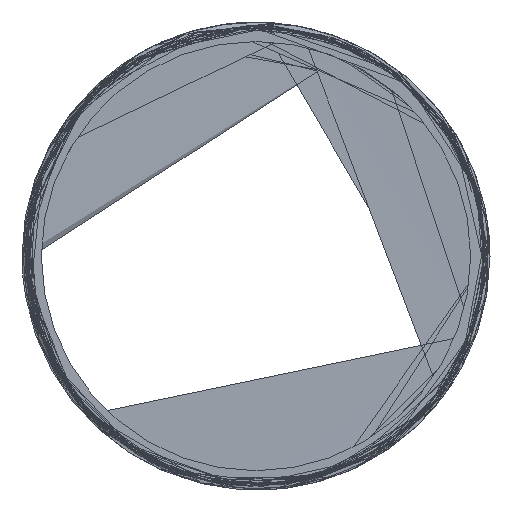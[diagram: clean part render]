
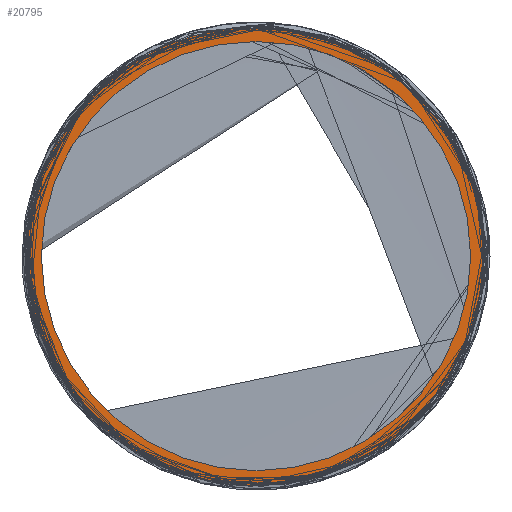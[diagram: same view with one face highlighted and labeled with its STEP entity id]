
A CAD part, left-side view. The second image highlights one B-rep face of the part: STEP entity #20795.
In plain terms, the highlighted planar face has unit normal (-1, 0, 0).
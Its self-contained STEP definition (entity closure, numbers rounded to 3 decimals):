
#217 = CARTESIAN_POINT ( 'NONE',  ( -15.733, -23.462, -1.697 ) ) ;
#462 = ORIENTED_EDGE ( 'NONE', *, *, #18445, .F. ) ;
#1261 = CIRCLE ( 'NONE', #29424, 23.65 ) ;
#2191 = DIRECTION ( 'NONE',  ( 0., -1., 0. ) ) ;
#2378 = DIRECTION ( 'NONE',  ( -1., 0., 0. ) ) ;
#2405 = CARTESIAN_POINT ( 'NONE',  ( -15.733, -17.985, -15.274 ) ) ;
#2895 = CARTESIAN_POINT ( 'NONE',  ( -15.733, -22.349, 7.339 ) ) ;
#2954 = CARTESIAN_POINT ( 'NONE',  ( -15.733, -14.276, -18.855 ) ) ;
#3907 = ORIENTED_EDGE ( 'NONE', *, *, #34359, .T. ) ;
#4155 = CARTESIAN_POINT ( 'NONE',  ( -15.733, -2.431, 23.477 ) ) ;
#4160 = CIRCLE ( 'NONE', #25587, 23.65 ) ;
#4221 = ORIENTED_EDGE ( 'NONE', *, *, #16587, .F. ) ;
#5491 = AXIS2_PLACEMENT_3D ( 'NONE', #30135, #9418, #18613 ) ;
#5974 = CARTESIAN_POINT ( 'NONE',  ( -15.733, -10.752, 20.922 ) ) ;
#6924 = PLANE ( 'NONE',  #5491 ) ;
#7177 = EDGE_CURVE ( 'NONE', #16584, #29292, #17191, .T. ) ;
#8293 = CARTESIAN_POINT ( 'NONE',  ( -15.733, -9.354, 21.529 ) ) ;
#8482 = CARTESIAN_POINT ( 'NONE',  ( -15.733, -23.484, 1.35 ) ) ;
#9038 = CARTESIAN_POINT ( 'NONE',  ( -15.733, -23.347, 2.874 ) ) ;
#9158 = B_SPLINE_CURVE_WITH_KNOTS ( 'NONE', 3,
 ( #11782, #26550, #34434, #23108, #26359, #2405, #14304, #29249, #34809, #2954 ),
 .UNSPECIFIED., .F., .F.,
 ( 4, 2, 2, 2, 4 ),
 ( 0., 0.003, 0.006, 0.009, 0.012 ),
 .UNSPECIFIED. ) ;
#9224 = FACE_OUTER_BOUND ( 'NONE', #26651, .T. ) ;
#9418 = DIRECTION ( 'NONE',  ( 1., 0., 0. ) ) ;
#9473 = CARTESIAN_POINT ( 'NONE',  ( -15.733, -22.15, 0. ) ) ;
#9495 = ORIENTED_EDGE ( 'NONE', *, *, #13589, .T. ) ;
#11537 = CARTESIAN_POINT ( 'NONE',  ( -15.733, -12.091, 20.178 ) ) ;
#11724 = CARTESIAN_POINT ( 'NONE',  ( -15.733, -22.69, -6.204 ) ) ;
#11782 = CARTESIAN_POINT ( 'NONE',  ( -15.733, -21.649, -9.073 ) ) ;
#13589 = EDGE_CURVE ( 'NONE', #33216, #20542, #1261, .T. ) ;
#14304 = CARTESIAN_POINT ( 'NONE',  ( -15.733, -17.31, -16.057 ) ) ;
#15286 = CARTESIAN_POINT ( 'NONE',  ( -15.733, 2.718, 23.493 ) ) ;
#15747 = DIRECTION ( 'NONE',  ( -1., 0., 0. ) ) ;
#16584 = VERTEX_POINT ( 'NONE', #24104 ) ;
#16587 = EDGE_CURVE ( 'NONE', #33216, #16584, #19212, .T. ) ;
#16846 = EDGE_CURVE ( 'NONE', #29292, #27755, #9158, .T. ) ;
#17191 = B_SPLINE_CURVE_WITH_KNOTS ( 'NONE', 3,
 ( #8293, #5974, #11537, #37437, #17468, #23235, #17660, #34940, #25927, #2895, #37617, #9038, #8482, #217, #23610, #11724, #23421, #20725 ),
 .UNSPECIFIED., .F., .F.,
 ( 4, 2, 2, 2, 2, 2, 2, 2, 4 ),
 ( 0., 0.005, 0.009, 0.014, 0.018, 0.023, 0.027, 0.032, 0.037 ),
 .UNSPECIFIED. ) ;
#17468 = CARTESIAN_POINT ( 'NONE',  ( -15.733, -15.765, 17.458 ) ) ;
#17503 = CARTESIAN_POINT ( 'NONE',  ( -15.733, 2.718, 23.493 ) ) ;
#17660 = CARTESIAN_POINT ( 'NONE',  ( -15.733, -18.845, 14.078 ) ) ;
#18445 = EDGE_CURVE ( 'NONE', #20866, #25207, #18926, .T. ) ;
#18613 = DIRECTION ( 'NONE',  ( 0., 1., 0. ) ) ;
#18926 = CIRCLE ( 'NONE', #29970, 22.15 ) ;
#19212 = B_SPLINE_CURVE_WITH_KNOTS ( 'NONE', 3,
 ( #15286, #32734, #29663, #35806, #4155, #21607, #33310, #24674 ),
 .UNSPECIFIED., .F., .F.,
 ( 4, 2, 2, 4 ),
 ( 0.032, 0.035, 0.038, 0.044 ),
 .UNSPECIFIED. ) ;
#19832 = EDGE_LOOP ( 'NONE', ( #28080, #462 ) ) ;
#20542 = VERTEX_POINT ( 'NONE', #30945 ) ;
#20718 = CARTESIAN_POINT ( 'NONE',  ( -15.733, 22.15, 0. ) ) ;
#20725 = CARTESIAN_POINT ( 'NONE',  ( -15.733, -21.649, -9.073 ) ) ;
#20795 = ADVANCED_FACE ( 'NONE', ( #32429, #9224 ), #6924, .F. ) ;
#20866 = VERTEX_POINT ( 'NONE', #20718 ) ;
#21200 = DIRECTION ( 'NONE',  ( 0., -1., 0. ) ) ;
#21582 = DIRECTION ( 'NONE',  ( 0., -1., 0. ) ) ;
#21607 = CARTESIAN_POINT ( 'NONE',  ( -15.733, -5.48, 22.981 ) ) ;
#21900 = CIRCLE ( 'NONE', #27441, 22.15 ) ;
#22651 = ORIENTED_EDGE ( 'NONE', *, *, #16846, .F. ) ;
#23108 = CARTESIAN_POINT ( 'NONE',  ( -15.733, -19.796, -12.76 ) ) ;
#23235 = CARTESIAN_POINT ( 'NONE',  ( -15.733, -17.89, 15.273 ) ) ;
#23421 = CARTESIAN_POINT ( 'NONE',  ( -15.733, -22.238, -7.667 ) ) ;
#23610 = CARTESIAN_POINT ( 'NONE',  ( -15.733, -23.302, -3.218 ) ) ;
#23627 = CARTESIAN_POINT ( 'NONE',  ( -15.733, -21.649, -9.073 ) ) ;
#23697 = DIRECTION ( 'NONE',  ( -1., 0., 0. ) ) ;
#23896 = CARTESIAN_POINT ( 'NONE',  ( -15.733, 0., 0. ) ) ;
#24104 = CARTESIAN_POINT ( 'NONE',  ( -15.733, -9.354, 21.529 ) ) ;
#24190 = DIRECTION ( 'NONE',  ( 0., -1., 0. ) ) ;
#24674 = CARTESIAN_POINT ( 'NONE',  ( -15.733, -9.354, 21.529 ) ) ;
#24766 = CARTESIAN_POINT ( 'NONE',  ( -15.733, -14.276, -18.855 ) ) ;
#25207 = VERTEX_POINT ( 'NONE', #9473 ) ;
#25587 = AXIS2_PLACEMENT_3D ( 'NONE', #23896, #23697, #21200 ) ;
#25927 = CARTESIAN_POINT ( 'NONE',  ( -15.733, -21.214, 10.164 ) ) ;
#26359 = CARTESIAN_POINT ( 'NONE',  ( -15.733, -19.228, -13.626 ) ) ;
#26550 = CARTESIAN_POINT ( 'NONE',  ( -15.733, -21.263, -10.032 ) ) ;
#26651 = EDGE_LOOP ( 'NONE', ( #22651, #31941, #4221, #9495, #3907 ) ) ;
#27441 = AXIS2_PLACEMENT_3D ( 'NONE', #34039, #36907, #21582 ) ;
#27458 = CARTESIAN_POINT ( 'NONE',  ( -15.733, 0., 0. ) ) ;
#27755 = VERTEX_POINT ( 'NONE', #24766 ) ;
#28080 = ORIENTED_EDGE ( 'NONE', *, *, #33007, .F. ) ;
#29249 = CARTESIAN_POINT ( 'NONE',  ( -15.733, -15.861, -17.531 ) ) ;
#29292 = VERTEX_POINT ( 'NONE', #23627 ) ;
#29424 = AXIS2_PLACEMENT_3D ( 'NONE', #27458, #15747, #24190 ) ;
#29663 = CARTESIAN_POINT ( 'NONE',  ( -15.733, 0.658, 23.635 ) ) ;
#29970 = AXIS2_PLACEMENT_3D ( 'NONE', #37465, #2378, #2191 ) ;
#30135 = CARTESIAN_POINT ( 'NONE',  ( -15.733, 22.15, 0. ) ) ;
#30945 = CARTESIAN_POINT ( 'NONE',  ( -15.733, 23.65, 0. ) ) ;
#31941 = ORIENTED_EDGE ( 'NONE', *, *, #7177, .F. ) ;
#32429 = FACE_BOUND ( 'NONE', #19832, .T. ) ;
#32734 = CARTESIAN_POINT ( 'NONE',  ( -15.733, 1.691, 23.598 ) ) ;
#33007 = EDGE_CURVE ( 'NONE', #25207, #20866, #21900, .T. ) ;
#33216 = VERTEX_POINT ( 'NONE', #17503 ) ;
#33310 = CARTESIAN_POINT ( 'NONE',  ( -15.733, -7.473, 22.381 ) ) ;
#34039 = CARTESIAN_POINT ( 'NONE',  ( -15.733, 0., 0. ) ) ;
#34359 = EDGE_CURVE ( 'NONE', #20542, #27755, #4160, .T. ) ;
#34434 = CARTESIAN_POINT ( 'NONE',  ( -15.733, -20.813, -10.966 ) ) ;
#34809 = CARTESIAN_POINT ( 'NONE',  ( -15.733, -15.088, -18.22 ) ) ;
#34940 = CARTESIAN_POINT ( 'NONE',  ( -15.733, -20.507, 11.523 ) ) ;
#35806 = CARTESIAN_POINT ( 'NONE',  ( -15.733, -1.401, 23.575 ) ) ;
#36907 = DIRECTION ( 'NONE',  ( -1., 0., 0. ) ) ;
#37437 = CARTESIAN_POINT ( 'NONE',  ( -15.733, -14.595, 18.447 ) ) ;
#37465 = CARTESIAN_POINT ( 'NONE',  ( -15.733, 0., 0. ) ) ;
#37617 = CARTESIAN_POINT ( 'NONE',  ( -15.733, -22.779, 5.868 ) ) ;
